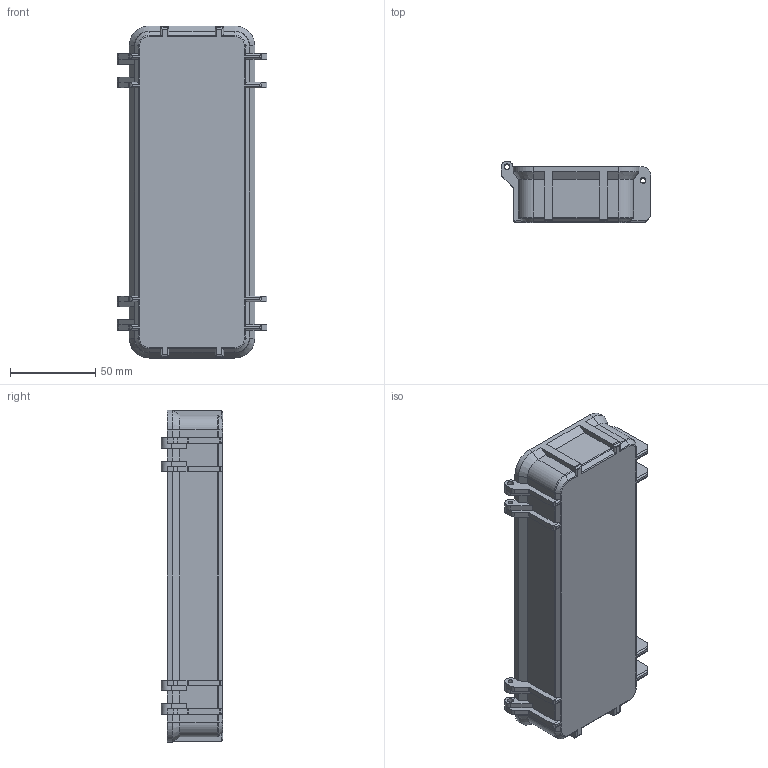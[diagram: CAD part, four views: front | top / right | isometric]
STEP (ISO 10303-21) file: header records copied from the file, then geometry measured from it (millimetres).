
FILE_DESCRIPTION(/* description */ ('','CAx-IF Rec.Pracs.---Representation and Presentation of Product Manufacturing Information (PMI)---4.0---2014-10-13'),/* implementation_level */ '2;1');
FILE_NAME(/* name */ 'Bottom Extended.stp',/* time_stamp */ '2023-03-18T01:12:29+01:00',/* author */ ('sondr'),/* organization */ (''),/* preprocessor_version */ 'ST-DEVELOPER v19.2',/* originating_system */ 'Autodesk Inventor 2023',/* authorisation */ '');
FILE_SCHEMA (('AP242_MANAGED_MODEL_BASED_3D_ENGINEERING_MIM_LF { 1 0 10303 442 1 1 4 }'));
Length unit declared in the file: millimetre
Products named in the file (1): Box (1)
Bounding box: 87.61 x 36 x 194.52 mm (x, y, z)
Volume: 47349.2 mm3; surface area: 64830.7 mm2
Topology: 1 solids, 1 shells, 281 faces, 780 edges, 504 vertices
Faces by surface type: plane 141, cylinder 120, cone 12, torus 8
Full cylindrical faces by diameter (mm): 2.85 x4, 3.4 x4
Entity records: 9474 total; most frequent: CARTESIAN_POINT 1720, DIRECTION 1646, ORIENTED_EDGE 1560, EDGE_CURVE 780, AXIS2_PLACEMENT_3D 563, LINE 520, VECTOR 520, VERTEX_POINT 504
